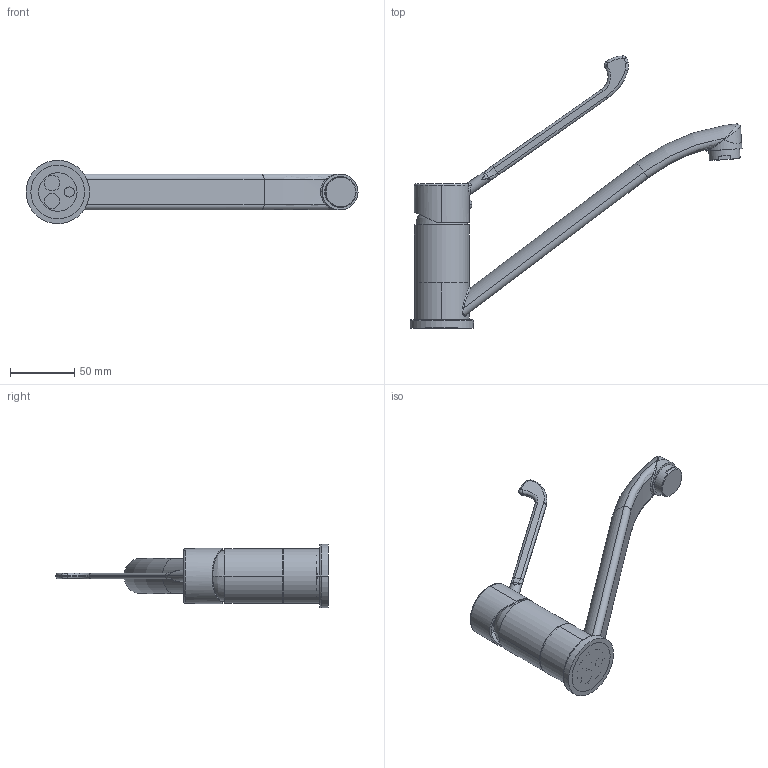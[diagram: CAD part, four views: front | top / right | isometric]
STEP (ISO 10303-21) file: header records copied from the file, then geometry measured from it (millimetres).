
FILE_DESCRIPTION((''),'2;1');
FILE_NAME('CA303CR','2021-01-13T14:24:23',('ut3'),('PAFFONI SpA'),'CREO PARAMETRIC BY PTC INC, 2020044','CREO PARAMETRIC BY PTC INC, 2020044','');
FILE_SCHEMA(('CONFIG_CONTROL_DESIGN','SHAPE_APPEARANCE_LAYERS_GROUPS'));
Length unit declared in the file: millimetre
Products named in the file (1): CA303CR
Bounding box: 258.72 x 212.08 x 49.5 mm (x, y, z)
Volume: 114459.4 mm3; surface area: 88808 mm2
Topology: 2 solids, 2 shells, 436 faces, 1004 edges, 593 vertices
Faces by surface type: cylinder 180, plane 100, bspline 63, cone 40, torus 29, sphere 24
Entity records: 21109 total; most frequent: CARTESIAN_POINT 8628, ORIENTED_EDGE 1990, DIRECTION 1906, EDGE_CURVE 995, AXIS2_PLACEMENT_3D 776, VERTEX_POINT 593, EDGE_LOOP 478, FACE_OUTER_BOUND 436
